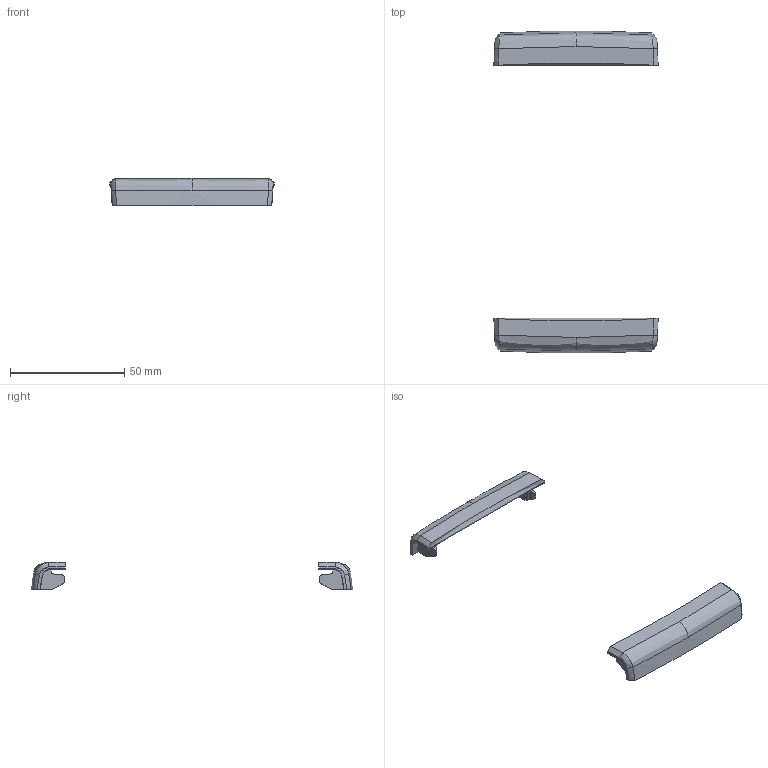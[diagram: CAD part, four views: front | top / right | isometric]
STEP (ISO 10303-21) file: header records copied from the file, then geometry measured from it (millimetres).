
FILE_DESCRIPTION((''),'2;1');
FILE_NAME('93140040_Circum C 1400-3000.stp','2010-04-28T08:58:45',('haertel'),(''),'Autodesk Inventor 2010','Autodesk Inventor 2010','');
FILE_SCHEMA(('AUTOMOTIVE_DESIGN { 1 0 10303 214 1 1 1 1 }'));
Length unit declared in the file: millimetre
Products named in the file (2): C1435; 1009877_3D
Assembly tree (2 placements, depth 2):
  C1435
    1009877_3D  x2
Bounding box: 72.09 x 141.14 x 11.9 mm (x, y, z)
Volume: 9155.8 mm3; surface area: 7672.7 mm2
Topology: 2 solids, 2 shells, 240 faces, 672 edges, 436 vertices
Faces by surface type: bspline 136, plane 60, cylinder 28, cone 16
Entity records: 5908 total; most frequent: CARTESIAN_POINT 3246, ORIENTED_EDGE 656, DIRECTION 358, EDGE_CURVE 328, VERTEX_POINT 216, B_SPLINE_CURVE_WITH_KNOTS 149, EDGE_LOOP 130, AXIS2_PLACEMENT_3D 125
